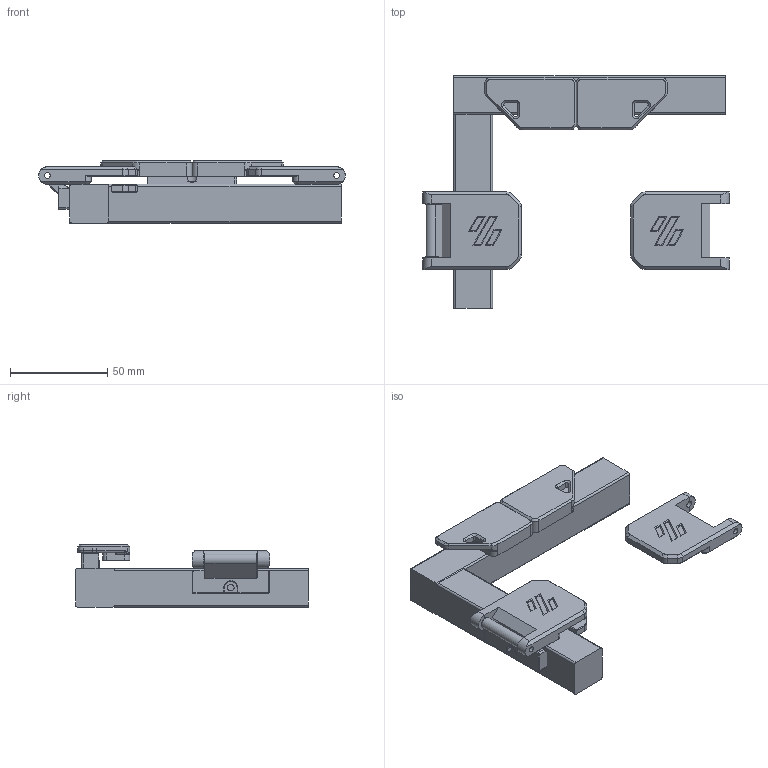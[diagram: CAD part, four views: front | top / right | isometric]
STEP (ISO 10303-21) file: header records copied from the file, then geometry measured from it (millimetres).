
FILE_DESCRIPTION(/* description */ (''),/* implementation_level */ '2;1');
FILE_NAME(/* name */ '270-Hinge-Revised v10.step',/* time_stamp */ '2021-03-24T16:19:57-05:00',/* author */ (''),/* organization */ (''),/* preprocessor_version */ 'ST-DEVELOPER v18.1',/* originating_system */ 'Autodesk Translation Framework v9.10.0.1330',/* authorisation */ '');
FILE_SCHEMA (('AUTOMOTIVE_DESIGN { 1 0 10303 214 3 1 1 }'));
Length unit declared in the file: millimetre
Products named in the file (10): 270-Hinge-Revised; Frame; Hinge; FacePlate; SideMount; BackPlate; FacePlate(Mirror); Latch; Handle; Handle(Mirror)
Assembly tree (9 placements, depth 3):
  270-Hinge-Revised
    Frame
    Hinge
      FacePlate
      SideMount
      BackPlate
      FacePlate(Mirror)
    Latch
    Handle
    Handle(Mirror)
Bounding box: 158 x 120 x 32 mm (x, y, z)
Volume: 138814.4 mm3; surface area: 42450.4 mm2
Topology: 8 solids, 8 shells, 444 faces, 1069 edges, 654 vertices
Faces by surface type: plane 262, cylinder 103, cone 63, bspline 8, torus 8
Full cylindrical faces by diameter (mm): 3 x2, 3.2 x1, 3.4 x6, 4.7 x8, 5.9 x2, 6.1 x2
Entity records: 13467 total; most frequent: CARTESIAN_POINT 2663, DIRECTION 2262, ORIENTED_EDGE 2138, EDGE_CURVE 1069, AXIS2_PLACEMENT_3D 764, LINE 734, VECTOR 734, VERTEX_POINT 654
